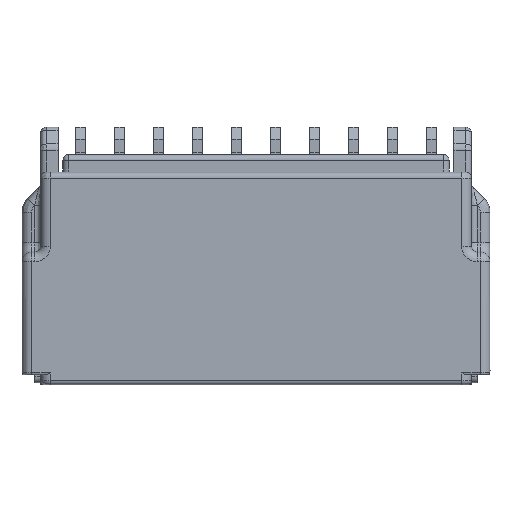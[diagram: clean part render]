
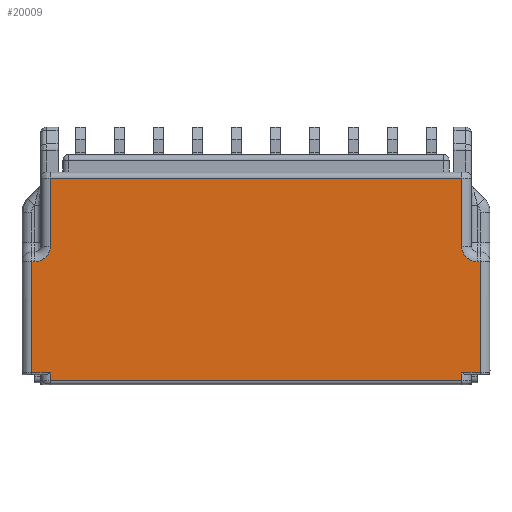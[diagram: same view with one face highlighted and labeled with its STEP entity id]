
A CAD part, front view. The second image highlights one B-rep face of the part: STEP entity #20009.
In plain terms, the highlighted planar face has unit normal (0, -1, 0).
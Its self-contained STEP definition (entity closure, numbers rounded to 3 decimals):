
#1665=DIRECTION('',(1.,0.,0.));
#1666=VECTOR('',#1665,21.1);
#1667=CARTESIAN_POINT('',(-10.55,-3.55,0.5));
#1668=LINE('',#1667,#1666);
#1700=DIRECTION('',(0.,0.,-1.));
#1701=VECTOR('',#1700,0.4);
#1702=CARTESIAN_POINT('',(-10.55,-3.55,0.9));
#1703=LINE('',#1702,#1701);
#4189=DIRECTION('',(0.,0.,-1.));
#4190=VECTOR('',#4189,3.5);
#4191=CARTESIAN_POINT('',(-10.55,-3.55,10.9));
#4192=LINE('',#4191,#4190);
#4220=DIRECTION('',(-1.,0.,0.));
#4221=VECTOR('',#4220,21.1);
#4222=CARTESIAN_POINT('',(10.55,-3.55,10.9));
#4223=LINE('',#4222,#4221);
#4775=DIRECTION('',(-1.,0.,0.));
#4776=VECTOR('',#4775,0.15);
#4777=CARTESIAN_POINT('',(-11.35,-3.55,6.6));
#4778=LINE('',#4777,#4776);
#4783=CARTESIAN_POINT('',(-11.35,-3.55,7.4));
#4784=DIRECTION('',(0.,-1.,0.));
#4785=DIRECTION('',(0.,0.,-1.));
#4786=AXIS2_PLACEMENT_3D('',#4783,#4784,#4785);
#4788=CARTESIAN_POINT('',(11.35,-3.55,7.4));
#4789=DIRECTION('',(0.,-1.,0.));
#4790=DIRECTION('',(-1.,0.,0.));
#4791=AXIS2_PLACEMENT_3D('',#4788,#4789,#4790);
#4793=DIRECTION('',(0.,0.,1.));
#4794=VECTOR('',#4793,3.5);
#4795=CARTESIAN_POINT('',(10.55,-3.55,7.4));
#4796=LINE('',#4795,#4794);
#4816=DIRECTION('',(-1.,0.,0.));
#4817=VECTOR('',#4816,0.15);
#4818=CARTESIAN_POINT('',(11.5,-3.55,6.6));
#4819=LINE('',#4818,#4817);
#5014=DIRECTION('',(0.,0.,1.));
#5015=VECTOR('',#5014,5.7);
#5016=CARTESIAN_POINT('',(11.5,-3.55,0.9));
#5017=LINE('',#5016,#5015);
#6092=DIRECTION('',(0.,0.,1.));
#6093=VECTOR('',#6092,0.4);
#6094=CARTESIAN_POINT('',(10.55,-3.55,0.5));
#6095=LINE('',#6094,#6093);
#6116=DIRECTION('',(1.,0.,0.));
#6117=VECTOR('',#6116,0.95);
#6118=CARTESIAN_POINT('',(10.55,-3.55,0.9));
#6119=LINE('',#6118,#6117);
#6178=DIRECTION('',(1.,0.,0.));
#6179=VECTOR('',#6178,0.95);
#6180=CARTESIAN_POINT('',(-11.5,-3.55,0.9));
#6181=LINE('',#6180,#6179);
#6439=DIRECTION('',(0.,0.,-1.));
#6440=VECTOR('',#6439,5.7);
#6441=CARTESIAN_POINT('',(-11.5,-3.55,6.6));
#6442=LINE('',#6441,#6440);
#11356=CARTESIAN_POINT('',(-10.55,-3.55,7.4));
#11357=VERTEX_POINT('',#11356);
#11358=CARTESIAN_POINT('',(-11.35,-3.55,6.6));
#11359=VERTEX_POINT('',#11358);
#11360=CARTESIAN_POINT('',(-10.55,-3.55,10.9));
#11361=VERTEX_POINT('',#11360);
#11362=CARTESIAN_POINT('',(10.55,-3.55,10.9));
#11363=VERTEX_POINT('',#11362);
#11596=CARTESIAN_POINT('',(-11.5,-3.55,6.6));
#11597=VERTEX_POINT('',#11596);
#11598=CARTESIAN_POINT('',(10.55,-3.55,7.4));
#11599=VERTEX_POINT('',#11598);
#11600=CARTESIAN_POINT('',(11.35,-3.55,6.6));
#11601=VERTEX_POINT('',#11600);
#11602=CARTESIAN_POINT('',(11.5,-3.55,6.6));
#11603=VERTEX_POINT('',#11602);
#11604=CARTESIAN_POINT('',(11.5,-3.55,0.9));
#11605=VERTEX_POINT('',#11604);
#11606=CARTESIAN_POINT('',(10.55,-3.55,0.9));
#11607=VERTEX_POINT('',#11606);
#11608=CARTESIAN_POINT('',(10.55,-3.55,0.5));
#11609=VERTEX_POINT('',#11608);
#11610=CARTESIAN_POINT('',(-10.55,-3.55,0.5));
#11611=VERTEX_POINT('',#11610);
#11612=CARTESIAN_POINT('',(-10.55,-3.55,0.9));
#11613=VERTEX_POINT('',#11612);
#11614=CARTESIAN_POINT('',(-11.5,-3.55,0.9));
#11615=VERTEX_POINT('',#11614);
#19980=CARTESIAN_POINT('',(-11.05,-3.55,0.3));
#19981=DIRECTION('',(0.,1.,0.));
#19982=DIRECTION('',(1.,0.,0.));
#19983=AXIS2_PLACEMENT_3D('',#19980,#19981,#19982);
#19984=PLANE('',#19983);
#19985=ORIENTED_EDGE('',*,*,#19971,.F.);
#19986=ORIENTED_EDGE('',*,*,#19231,.T.);
#19987=ORIENTED_EDGE('',*,*,#19246,.F.);
#19988=ORIENTED_EDGE('',*,*,#19298,.F.);
#19990=ORIENTED_EDGE('',*,*,#19989,.F.);
#19992=ORIENTED_EDGE('',*,*,#19991,.T.);
#19994=ORIENTED_EDGE('',*,*,#19993,.F.);
#19996=ORIENTED_EDGE('',*,*,#19995,.F.);
#19998=ORIENTED_EDGE('',*,*,#19997,.F.);
#20000=ORIENTED_EDGE('',*,*,#19999,.F.);
#20001=ORIENTED_EDGE('',*,*,#15563,.F.);
#20002=ORIENTED_EDGE('',*,*,#15598,.F.);
#20004=ORIENTED_EDGE('',*,*,#20003,.F.);
#20006=ORIENTED_EDGE('',*,*,#20005,.F.);
#20007=EDGE_LOOP('',(#19985,#19986,#19987,#19988,#19990,#19992,#19994,#19996,
#19998,#20000,#20001,#20002,#20004,#20006));
#20008=FACE_OUTER_BOUND('',#20007,.F.);
#20009=ADVANCED_FACE('',(#20008),#19984,.F.);
#4787=CIRCLE('',#4786,0.8);
#4792=CIRCLE('',#4791,0.8);
#15563=EDGE_CURVE('',#11611,#11609,#1668,.T.);
#15598=EDGE_CURVE('',#11613,#11611,#1703,.T.);
#19231=EDGE_CURVE('',#11359,#11357,#4787,.T.);
#19246=EDGE_CURVE('',#11361,#11357,#4192,.T.);
#19298=EDGE_CURVE('',#11363,#11361,#4223,.T.);
#19971=EDGE_CURVE('',#11359,#11597,#4778,.T.);
#19989=EDGE_CURVE('',#11599,#11363,#4796,.T.);
#19991=EDGE_CURVE('',#11599,#11601,#4792,.T.);
#19993=EDGE_CURVE('',#11603,#11601,#4819,.T.);
#19995=EDGE_CURVE('',#11605,#11603,#5017,.T.);
#19997=EDGE_CURVE('',#11607,#11605,#6119,.T.);
#19999=EDGE_CURVE('',#11609,#11607,#6095,.T.);
#20003=EDGE_CURVE('',#11615,#11613,#6181,.T.);
#20005=EDGE_CURVE('',#11597,#11615,#6442,.T.);
